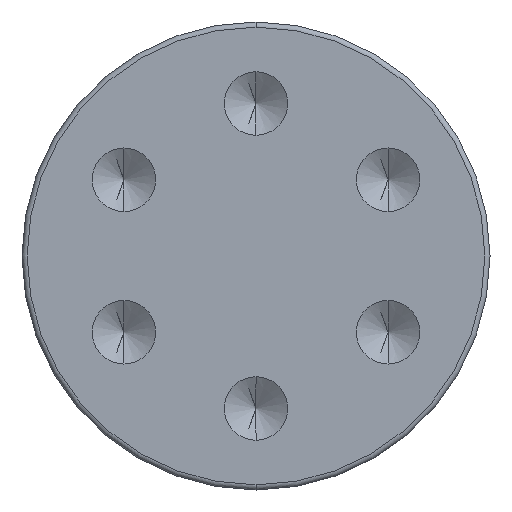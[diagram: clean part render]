
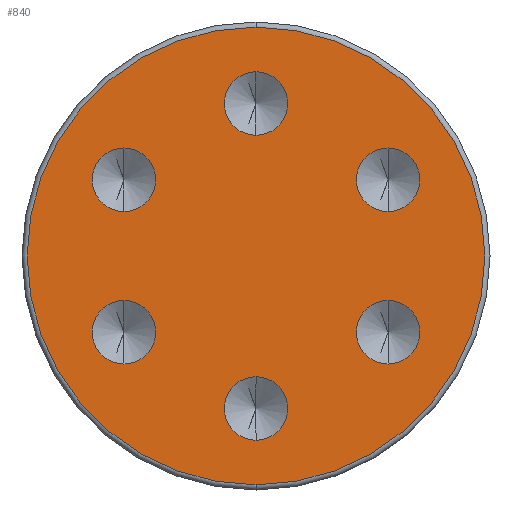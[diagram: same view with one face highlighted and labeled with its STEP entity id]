
A CAD part, front view. The second image highlights one B-rep face of the part: STEP entity #840.
In plain terms, the highlighted planar face has unit normal (0, -1, 0).
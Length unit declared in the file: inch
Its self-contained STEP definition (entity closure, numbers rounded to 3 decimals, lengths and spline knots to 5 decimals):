
#13 = CARTESIAN_POINT ( 'NONE',  ( -0.40915, 0., -0.23622 ) ) ;
#17 = EDGE_CURVE ( 'NONE', #1502, #1199, #985, .T. ) ;
#21 = CARTESIAN_POINT ( 'NONE',  ( 0.40915, 0., 0.23622 ) ) ;
#26 = CARTESIAN_POINT ( 'NONE',  ( 0., 0., 0. ) ) ;
#28 = ORIENTED_EDGE ( 'NONE', *, *, #1715, .F. ) ;
#39 = FACE_OUTER_BOUND ( 'NONE', #948, .T. ) ;
#46 = EDGE_LOOP ( 'NONE', ( #1522, #1542 ) ) ;
#53 = CARTESIAN_POINT ( 'NONE',  ( -0.40915, 0., 0.23622 ) ) ;
#71 = EDGE_CURVE ( 'NONE', #714, #1698, #168, .T. ) ;
#141 = CARTESIAN_POINT ( 'NONE',  ( 0.40915, 0., -0.33465 ) ) ;
#144 = DIRECTION ( 'NONE',  ( 0., -1., 0. ) ) ;
#165 = CARTESIAN_POINT ( 'NONE',  ( 0.40915, 0., 0.23622 ) ) ;
#168 = CIRCLE ( 'NONE', #822, 0.09843 ) ;
#177 = CARTESIAN_POINT ( 'NONE',  ( 0.40915, 0., 0.33465 ) ) ;
#187 = AXIS2_PLACEMENT_3D ( 'NONE', #26, #1254, #1661 ) ;
#188 = CIRCLE ( 'NONE', #1129, 0.09843 ) ;
#200 = ORIENTED_EDGE ( 'NONE', *, *, #1217, .T. ) ;
#201 = DIRECTION ( 'NONE',  ( 0., -1., 0. ) ) ;
#206 = DIRECTION ( 'NONE',  ( 0., -1., 0. ) ) ;
#210 = CIRCLE ( 'NONE', #1207, 0.09843 ) ;
#213 = VERTEX_POINT ( 'NONE', #1405 ) ;
#215 = DIRECTION ( 'NONE',  ( 0., -1., 0. ) ) ;
#225 = VERTEX_POINT ( 'NONE', #468 ) ;
#242 = CARTESIAN_POINT ( 'NONE',  ( 0., 0., -0.37402 ) ) ;
#249 = EDGE_CURVE ( 'NONE', #1356, #1269, #1537, .T. ) ;
#254 = AXIS2_PLACEMENT_3D ( 'NONE', #1699, #1154, #309 ) ;
#259 = ORIENTED_EDGE ( 'NONE', *, *, #71, .F. ) ;
#274 = AXIS2_PLACEMENT_3D ( 'NONE', #1736, #215, #1443 ) ;
#282 = CIRCLE ( 'NONE', #1106, 0.09843 ) ;
#301 = CARTESIAN_POINT ( 'NONE',  ( 0., 0., 0.37402 ) ) ;
#309 = DIRECTION ( 'NONE',  ( 0., 0., -1. ) ) ;
#328 = AXIS2_PLACEMENT_3D ( 'NONE', #950, #1328, #1336 ) ;
#340 = CARTESIAN_POINT ( 'NONE',  ( 0., 0., 0.709 ) ) ;
#349 = EDGE_CURVE ( 'NONE', #225, #987, #1433, .T. ) ;
#360 = DIRECTION ( 'NONE',  ( 0., -1., 0. ) ) ;
#405 = EDGE_CURVE ( 'NONE', #1572, #1730, #210, .T. ) ;
#406 = CARTESIAN_POINT ( 'NONE',  ( -0.40915, 0., -0.1378 ) ) ;
#411 = FACE_BOUND ( 'NONE', #1349, .T. ) ;
#421 = DIRECTION ( 'NONE',  ( 0., 0., -1. ) ) ;
#426 = CIRCLE ( 'NONE', #583, 0.709 ) ;
#468 = CARTESIAN_POINT ( 'NONE',  ( -0.40915, 0., -0.33465 ) ) ;
#498 = CARTESIAN_POINT ( 'NONE',  ( 0., 0., -0.47244 ) ) ;
#508 = ORIENTED_EDGE ( 'NONE', *, *, #1716, .F. ) ;
#529 = DIRECTION ( 'NONE',  ( 0., 0., -1. ) ) ;
#540 = FACE_BOUND ( 'NONE', #1415, .T. ) ;
#547 = DIRECTION ( 'NONE',  ( 0., -1., 0. ) ) ;
#583 = AXIS2_PLACEMENT_3D ( 'NONE', #936, #1492, #1495 ) ;
#594 = VERTEX_POINT ( 'NONE', #878 ) ;
#603 = CARTESIAN_POINT ( 'NONE',  ( 0., 0., -0.47244 ) ) ;
#604 = EDGE_CURVE ( 'NONE', #213, #853, #1302, .T. ) ;
#609 = DIRECTION ( 'NONE',  ( 0., 0., -1. ) ) ;
#612 = ORIENTED_EDGE ( 'NONE', *, *, #1450, .F. ) ;
#648 = DIRECTION ( 'NONE',  ( 0., 0., -1. ) ) ;
#686 = AXIS2_PLACEMENT_3D ( 'NONE', #1346, #547, #812 ) ;
#687 = CARTESIAN_POINT ( 'NONE',  ( -0.40915, 0., 0.1378 ) ) ;
#696 = EDGE_LOOP ( 'NONE', ( #955, #1327 ) ) ;
#704 = DIRECTION ( 'NONE',  ( 0., 0., -1. ) ) ;
#714 = VERTEX_POINT ( 'NONE', #912 ) ;
#729 = CARTESIAN_POINT ( 'NONE',  ( 0.40915, 0., -0.23622 ) ) ;
#744 = DIRECTION ( 'NONE',  ( 0., 0., -1. ) ) ;
#746 = DIRECTION ( 'NONE',  ( 0., -1., 0. ) ) ;
#753 = DIRECTION ( 'NONE',  ( 0., 0., -1. ) ) ;
#761 = CIRCLE ( 'NONE', #254, 0.09843 ) ;
#770 = EDGE_LOOP ( 'NONE', ( #996, #1519 ) ) ;
#777 = DIRECTION ( 'NONE',  ( 0., 0., -1. ) ) ;
#812 = DIRECTION ( 'NONE',  ( 0., 0., -1. ) ) ;
#822 = AXIS2_PLACEMENT_3D ( 'NONE', #165, #1530, #704 ) ;
#839 = CIRCLE ( 'NONE', #1581, 0.09843 ) ;
#840 = ADVANCED_FACE ( 'NONE', ( #1498, #1229, #943, #1304, #411, #540, #39 ), #1058, .F. ) ;
#853 = VERTEX_POINT ( 'NONE', #242 ) ;
#856 = DIRECTION ( 'NONE',  ( 0., -1., 0. ) ) ;
#858 = ORIENTED_EDGE ( 'NONE', *, *, #349, .F. ) ;
#878 = CARTESIAN_POINT ( 'NONE',  ( 0.40915, 0., -0.1378 ) ) ;
#888 = CARTESIAN_POINT ( 'NONE',  ( 0., 0., 0.57087 ) ) ;
#895 = AXIS2_PLACEMENT_3D ( 'NONE', #53, #206, #609 ) ;
#912 = CARTESIAN_POINT ( 'NONE',  ( 0.40915, 0., 0.1378 ) ) ;
#936 = CARTESIAN_POINT ( 'NONE',  ( 0., 0., 0. ) ) ;
#943 = FACE_BOUND ( 'NONE', #46, .T. ) ;
#948 = EDGE_LOOP ( 'NONE', ( #1273, #200 ) ) ;
#949 = CARTESIAN_POINT ( 'NONE',  ( -0.40915, 0., 0.33465 ) ) ;
#950 = CARTESIAN_POINT ( 'NONE',  ( 0., 0., 0. ) ) ;
#955 = ORIENTED_EDGE ( 'NONE', *, *, #604, .F. ) ;
#985 = CIRCLE ( 'NONE', #187, 0.709 ) ;
#987 = VERTEX_POINT ( 'NONE', #406 ) ;
#996 = ORIENTED_EDGE ( 'NONE', *, *, #1354, .F. ) ;
#1008 = AXIS2_PLACEMENT_3D ( 'NONE', #1177, #360, #777 ) ;
#1055 = VERTEX_POINT ( 'NONE', #141 ) ;
#1058 = PLANE ( 'NONE',  #328 ) ;
#1103 = EDGE_LOOP ( 'NONE', ( #858, #1767 ) ) ;
#1106 = AXIS2_PLACEMENT_3D ( 'NONE', #729, #201, #753 ) ;
#1115 = EDGE_CURVE ( 'NONE', #853, #213, #188, .T. ) ;
#1129 = AXIS2_PLACEMENT_3D ( 'NONE', #498, #1464, #648 ) ;
#1154 = DIRECTION ( 'NONE',  ( 0., -1., 0. ) ) ;
#1177 = CARTESIAN_POINT ( 'NONE',  ( -0.40915, 0., -0.23622 ) ) ;
#1193 = AXIS2_PLACEMENT_3D ( 'NONE', #603, #746, #1289 ) ;
#1199 = VERTEX_POINT ( 'NONE', #1733 ) ;
#1207 = AXIS2_PLACEMENT_3D ( 'NONE', #1605, #1770, #529 ) ;
#1217 = EDGE_CURVE ( 'NONE', #1199, #1502, #426, .T. ) ;
#1229 = FACE_BOUND ( 'NONE', #1103, .T. ) ;
#1242 = CIRCLE ( 'NONE', #686, 0.09843 ) ;
#1254 = DIRECTION ( 'NONE',  ( 0., -1., 0. ) ) ;
#1269 = VERTEX_POINT ( 'NONE', #687 ) ;
#1273 = ORIENTED_EDGE ( 'NONE', *, *, #17, .T. ) ;
#1289 = DIRECTION ( 'NONE',  ( 0., 0., -1. ) ) ;
#1302 = CIRCLE ( 'NONE', #1193, 0.09843 ) ;
#1304 = FACE_BOUND ( 'NONE', #770, .T. ) ;
#1327 = ORIENTED_EDGE ( 'NONE', *, *, #1115, .F. ) ;
#1328 = DIRECTION ( 'NONE',  ( 0., 1., 0. ) ) ;
#1332 = CIRCLE ( 'NONE', #895, 0.09843 ) ;
#1336 = DIRECTION ( 'NONE',  ( 0., 0., 1. ) ) ;
#1346 = CARTESIAN_POINT ( 'NONE',  ( 0., 0., 0.47244 ) ) ;
#1349 = EDGE_LOOP ( 'NONE', ( #259, #28 ) ) ;
#1354 = EDGE_CURVE ( 'NONE', #1730, #1572, #1242, .T. ) ;
#1356 = VERTEX_POINT ( 'NONE', #949 ) ;
#1366 = EDGE_CURVE ( 'NONE', #987, #225, #839, .T. ) ;
#1405 = CARTESIAN_POINT ( 'NONE',  ( 0., 0., -0.57087 ) ) ;
#1415 = EDGE_LOOP ( 'NONE', ( #612, #508 ) ) ;
#1433 = CIRCLE ( 'NONE', #1008, 0.09843 ) ;
#1443 = DIRECTION ( 'NONE',  ( 0., 0., -1. ) ) ;
#1450 = EDGE_CURVE ( 'NONE', #1055, #594, #761, .T. ) ;
#1452 = AXIS2_PLACEMENT_3D ( 'NONE', #21, #856, #744 ) ;
#1464 = DIRECTION ( 'NONE',  ( 0., -1., 0. ) ) ;
#1492 = DIRECTION ( 'NONE',  ( 0., -1., 0. ) ) ;
#1495 = DIRECTION ( 'NONE',  ( 0., 0., 1. ) ) ;
#1498 = FACE_BOUND ( 'NONE', #696, .T. ) ;
#1502 = VERTEX_POINT ( 'NONE', #340 ) ;
#1519 = ORIENTED_EDGE ( 'NONE', *, *, #405, .F. ) ;
#1522 = ORIENTED_EDGE ( 'NONE', *, *, #1729, .F. ) ;
#1530 = DIRECTION ( 'NONE',  ( 0., -1., 0. ) ) ;
#1537 = CIRCLE ( 'NONE', #274, 0.09843 ) ;
#1542 = ORIENTED_EDGE ( 'NONE', *, *, #249, .F. ) ;
#1572 = VERTEX_POINT ( 'NONE', #888 ) ;
#1581 = AXIS2_PLACEMENT_3D ( 'NONE', #13, #144, #421 ) ;
#1605 = CARTESIAN_POINT ( 'NONE',  ( 0., 0., 0.47244 ) ) ;
#1661 = DIRECTION ( 'NONE',  ( 0., 0., 1. ) ) ;
#1698 = VERTEX_POINT ( 'NONE', #177 ) ;
#1699 = CARTESIAN_POINT ( 'NONE',  ( 0.40915, 0., -0.23622 ) ) ;
#1715 = EDGE_CURVE ( 'NONE', #1698, #714, #1749, .T. ) ;
#1716 = EDGE_CURVE ( 'NONE', #594, #1055, #282, .T. ) ;
#1729 = EDGE_CURVE ( 'NONE', #1269, #1356, #1332, .T. ) ;
#1730 = VERTEX_POINT ( 'NONE', #301 ) ;
#1733 = CARTESIAN_POINT ( 'NONE',  ( 0., 0., -0.709 ) ) ;
#1736 = CARTESIAN_POINT ( 'NONE',  ( -0.40915, 0., 0.23622 ) ) ;
#1749 = CIRCLE ( 'NONE', #1452, 0.09843 ) ;
#1767 = ORIENTED_EDGE ( 'NONE', *, *, #1366, .F. ) ;
#1770 = DIRECTION ( 'NONE',  ( 0., -1., 0. ) ) ;
